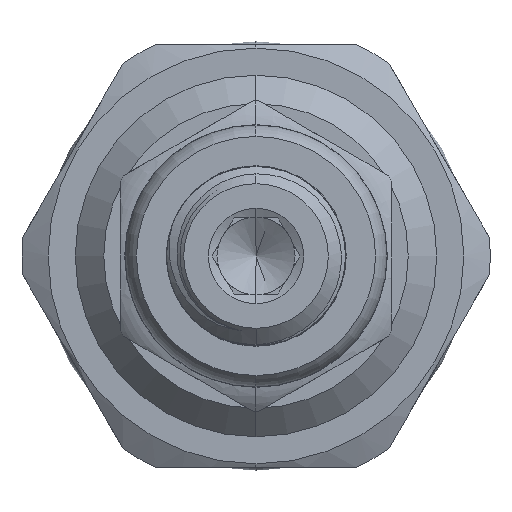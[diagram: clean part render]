
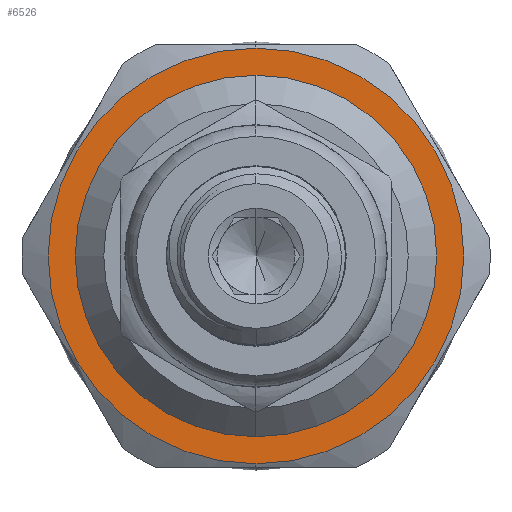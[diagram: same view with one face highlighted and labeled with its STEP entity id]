
A CAD part, left-side view. The second image highlights one B-rep face of the part: STEP entity #6526.
In plain terms, the highlighted planar face has unit normal (-1, 0, 0).
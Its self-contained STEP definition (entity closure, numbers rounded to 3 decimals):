
#814 = DIRECTION ( 'NONE',  ( 0., 0., 1. ) ) ;
#1763 = CARTESIAN_POINT ( 'NONE',  ( 12., 9.5, 0. ) ) ;
#2235 = VERTEX_POINT ( 'NONE', #11656 ) ;
#2396 = DIRECTION ( 'NONE',  ( 0., 0., 1. ) ) ;
#2405 = EDGE_CURVE ( 'NONE', #13245, #3014, #8321, .T. ) ;
#2647 = CIRCLE ( 'NONE', #9418, 10.92 ) ;
#2792 = DIRECTION ( 'NONE',  ( -1., 0., 0. ) ) ;
#2931 = DIRECTION ( 'NONE',  ( -1., 0., 0. ) ) ;
#3014 = VERTEX_POINT ( 'NONE', #5126 ) ;
#3062 = CIRCLE ( 'NONE', #13774, 9.5 ) ;
#3750 = CARTESIAN_POINT ( 'NONE',  ( 12., 0., 10.92 ) ) ;
#4042 = FACE_BOUND ( 'NONE', #6714, .T. ) ;
#4702 = CIRCLE ( 'NONE', #13626, 10.92 ) ;
#4763 = ORIENTED_EDGE ( 'NONE', *, *, #13809, .F. ) ;
#5126 = CARTESIAN_POINT ( 'NONE',  ( 12., 0., -9.5 ) ) ;
#6258 = AXIS2_PLACEMENT_3D ( 'NONE', #1763, #9532, #8314 ) ;
#6526 = ADVANCED_FACE ( 'NONE', ( #4042, #7022 ), #10482, .F. ) ;
#6714 = EDGE_LOOP ( 'NONE', ( #13369, #4763 ) ) ;
#6760 = EDGE_CURVE ( 'NONE', #12768, #2235, #2647, .T. ) ;
#6807 = DIRECTION ( 'NONE',  ( 0., 0., 1. ) ) ;
#6888 = CARTESIAN_POINT ( 'NONE',  ( 12., 0., 0. ) ) ;
#7022 = FACE_OUTER_BOUND ( 'NONE', #12032, .T. ) ;
#7563 = DIRECTION ( 'NONE',  ( -1., 0., 0. ) ) ;
#7752 = DIRECTION ( 'NONE',  ( -1., 0., 0. ) ) ;
#8314 = DIRECTION ( 'NONE',  ( 0., 0., -1. ) ) ;
#8321 = CIRCLE ( 'NONE', #13859, 9.5 ) ;
#8394 = DIRECTION ( 'NONE',  ( 0., 0., 1. ) ) ;
#9052 = CARTESIAN_POINT ( 'NONE',  ( 12., 0., 0. ) ) ;
#9418 = AXIS2_PLACEMENT_3D ( 'NONE', #10756, #7563, #814 ) ;
#9460 = CARTESIAN_POINT ( 'NONE',  ( 12., 0., 0. ) ) ;
#9532 = DIRECTION ( 'NONE',  ( 1., 0., 0. ) ) ;
#10030 = ORIENTED_EDGE ( 'NONE', *, *, #10270, .T. ) ;
#10159 = CARTESIAN_POINT ( 'NONE',  ( 12., 0., 9.5 ) ) ;
#10270 = EDGE_CURVE ( 'NONE', #2235, #12768, #4702, .T. ) ;
#10482 = PLANE ( 'NONE',  #6258 ) ;
#10756 = CARTESIAN_POINT ( 'NONE',  ( 12., 0., 0. ) ) ;
#11360 = ORIENTED_EDGE ( 'NONE', *, *, #6760, .T. ) ;
#11656 = CARTESIAN_POINT ( 'NONE',  ( 12., 0., -10.92 ) ) ;
#12032 = EDGE_LOOP ( 'NONE', ( #10030, #11360 ) ) ;
#12768 = VERTEX_POINT ( 'NONE', #3750 ) ;
#13245 = VERTEX_POINT ( 'NONE', #10159 ) ;
#13369 = ORIENTED_EDGE ( 'NONE', *, *, #2405, .F. ) ;
#13626 = AXIS2_PLACEMENT_3D ( 'NONE', #9052, #7752, #6807 ) ;
#13774 = AXIS2_PLACEMENT_3D ( 'NONE', #6888, #2792, #2396 ) ;
#13809 = EDGE_CURVE ( 'NONE', #3014, #13245, #3062, .T. ) ;
#13859 = AXIS2_PLACEMENT_3D ( 'NONE', #9460, #2931, #8394 ) ;
